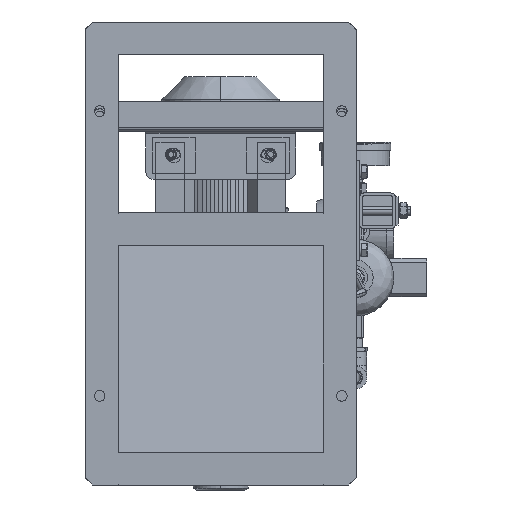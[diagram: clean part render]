
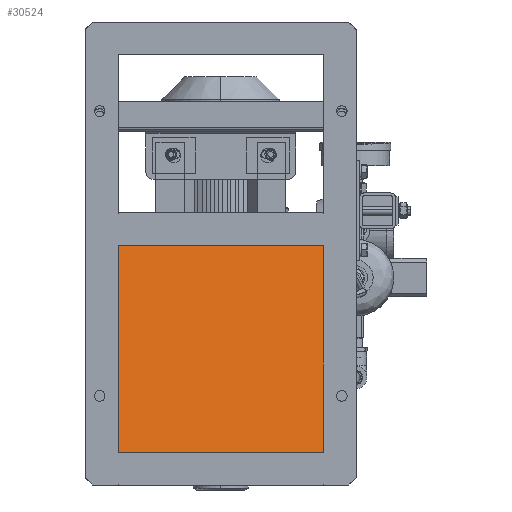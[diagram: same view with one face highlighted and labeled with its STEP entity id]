
A CAD part, front view. The second image highlights one B-rep face of the part: STEP entity #30524.
In plain terms, the highlighted planar face has unit normal (0, -0.985, 0.17).
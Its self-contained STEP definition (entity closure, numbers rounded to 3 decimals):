
#5788 = DIRECTION ( 'NONE',  ( 0., -0.17, -0.985 ) ) ;
#6137 = VECTOR ( 'NONE', #5788, 1000. ) ;
#6204 = DIRECTION ( 'NONE',  ( 0., -0.17, -0.985 ) ) ;
#12068 = EDGE_CURVE ( 'NONE', #91436, #13824, #42755, .T. ) ;
#13823 = LINE ( 'NONE', #31092, #6137 ) ;
#13824 = VERTEX_POINT ( 'NONE', #20746 ) ;
#15486 = LINE ( 'NONE', #76650, #21876 ) ;
#16630 = DIRECTION ( 'NONE',  ( -1., 0., 0. ) ) ;
#18446 = CARTESIAN_POINT ( 'NONE',  ( 144., -224.985, -78.657 ) ) ;
#20746 = CARTESIAN_POINT ( 'NONE',  ( -144., -224.985, -78.657 ) ) ;
#21876 = VECTOR ( 'NONE', #27744, 1000. ) ;
#23823 = DIRECTION ( 'NONE',  ( 0., 0.17, 0.985 ) ) ;
#24302 = FACE_OUTER_BOUND ( 'NONE', #51336, .T. ) ;
#27744 = DIRECTION ( 'NONE',  ( -1., 0., 0. ) ) ;
#30524 = ADVANCED_FACE ( 'NONE', ( #24302 ), #48140, .F. ) ;
#31043 = EDGE_CURVE ( 'NONE', #46002, #91436, #89441, .T. ) ;
#31092 = CARTESIAN_POINT ( 'NONE',  ( -144., -224.985, -78.657 ) ) ;
#40022 = EDGE_CURVE ( 'NONE', #46002, #97242, #15486, .T. ) ;
#40665 = CARTESIAN_POINT ( 'NONE',  ( 144., -174.985, 211. ) ) ;
#41031 = AXIS2_PLACEMENT_3D ( 'NONE', #80185, #72712, #23823 ) ;
#41438 = ORIENTED_EDGE ( 'NONE', *, *, #31043, .F. ) ;
#42755 = LINE ( 'NONE', #18446, #56826 ) ;
#45156 = CARTESIAN_POINT ( 'NONE',  ( -144., -174.985, 211. ) ) ;
#46002 = VERTEX_POINT ( 'NONE', #40665 ) ;
#48140 = PLANE ( 'NONE',  #41031 ) ;
#51336 = EDGE_LOOP ( 'NONE', ( #81475, #99925, #90364, #41438 ) ) ;
#56826 = VECTOR ( 'NONE', #16630, 1000. ) ;
#61574 = CARTESIAN_POINT ( 'NONE',  ( 144., -224.985, -78.657 ) ) ;
#72712 = DIRECTION ( 'NONE',  ( 0., 0.985, -0.17 ) ) ;
#76650 = CARTESIAN_POINT ( 'NONE',  ( 144., -174.985, 211. ) ) ;
#79363 = CARTESIAN_POINT ( 'NONE',  ( 144., -224.985, -78.657 ) ) ;
#80185 = CARTESIAN_POINT ( 'NONE',  ( 144., -224.985, -78.657 ) ) ;
#81475 = ORIENTED_EDGE ( 'NONE', *, *, #40022, .T. ) ;
#89441 = LINE ( 'NONE', #79363, #94450 ) ;
#90364 = ORIENTED_EDGE ( 'NONE', *, *, #12068, .F. ) ;
#91436 = VERTEX_POINT ( 'NONE', #61574 ) ;
#94450 = VECTOR ( 'NONE', #6204, 1000. ) ;
#97242 = VERTEX_POINT ( 'NONE', #45156 ) ;
#99925 = ORIENTED_EDGE ( 'NONE', *, *, #103904, .T. ) ;
#103904 = EDGE_CURVE ( 'NONE', #97242, #13824, #13823, .T. ) ;
